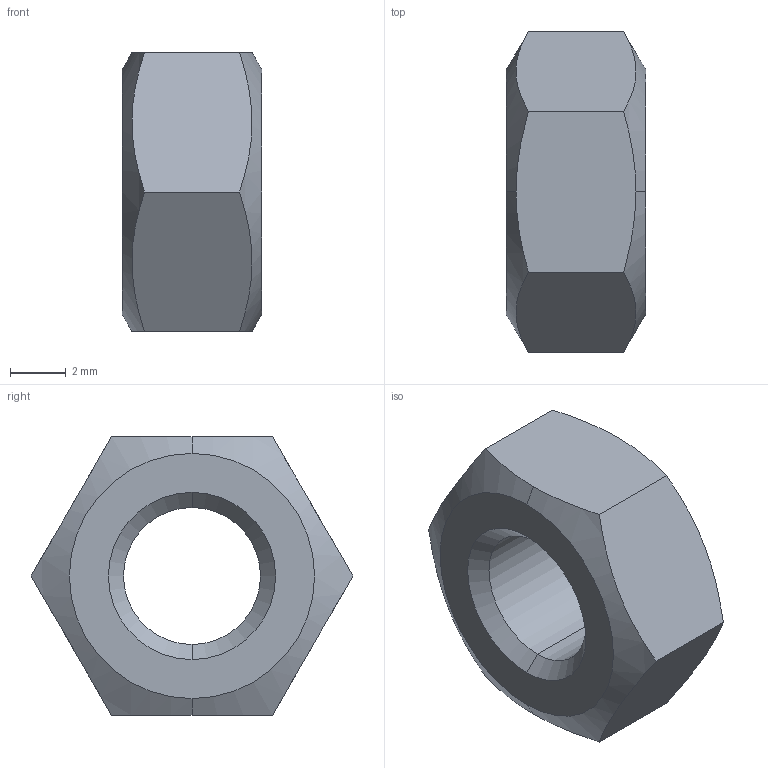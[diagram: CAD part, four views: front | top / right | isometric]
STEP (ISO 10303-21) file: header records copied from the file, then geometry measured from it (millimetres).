
FILE_DESCRIPTION(('HOOPS Exchange Step'),'2;1');
FILE_NAME('export-AC859F8B-4D9B-45D1-B21A-0C83F462FE55.stp','2021-04-02T10:59:11+02:00',('Engineering'),('Alibre'),'HOOPS Exchange 2020.1','Alibre','Unknown authorisation');
FILE_SCHEMA( ('AP242_MANAGED_MODEL_BASED_3D_ENGINEERING_MIM_LF {1 0 10303 442 1 1 4 }') );
Length unit declared in the file: millimetre
Products named in the file (1): 1471 M6 nut DIN934
Bounding box: 5 x 11.55 x 10 mm (x, y, z)
Volume: 319.2 mm3; surface area: 350 mm2
Topology: 1 solids, 1 shells, 18 faces, 44 edges, 28 vertices
Faces by surface type: cone 8, plane 8, cylinder 2
Entity records: 546 total; most frequent: CARTESIAN_POINT 124, ORIENTED_EDGE 88, DIRECTION 80, EDGE_CURVE 44, AXIS2_PLACEMENT_3D 32, VERTEX_POINT 28, EDGE_LOOP 20, FACE_BOUND 20
